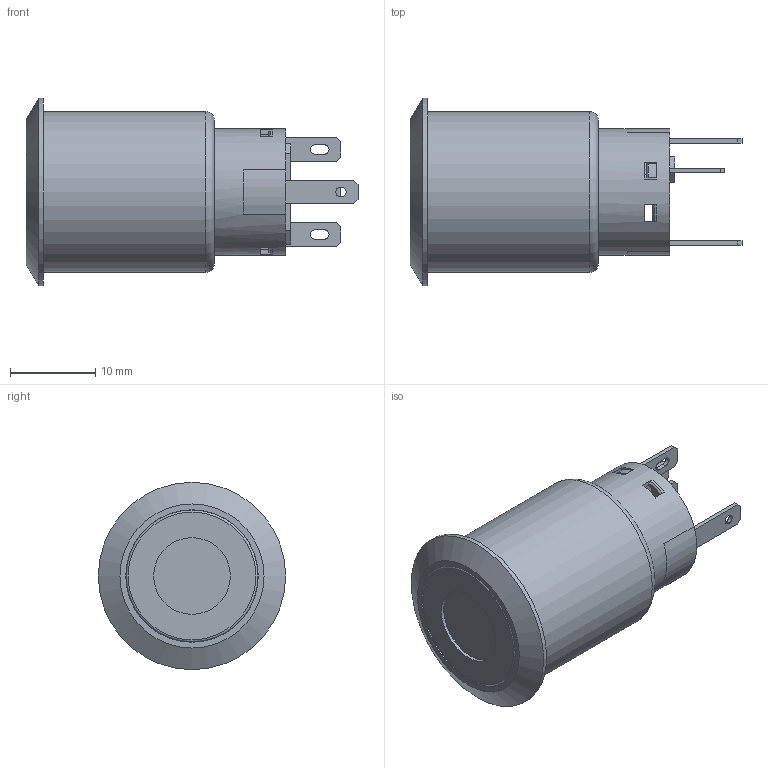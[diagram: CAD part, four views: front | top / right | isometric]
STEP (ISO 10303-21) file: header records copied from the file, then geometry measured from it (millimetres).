
FILE_DESCRIPTION((' '),'2;1');
FILE_NAME('PV4F230xx-2xx.stp','2017-07-27T09:52:15',(' '),(' '),' ','ACIS',' ');
FILE_SCHEMA(('CONFIG_CONTROL_DESIGN'));
Length unit declared in the file: inch
Products named in the file (11): PV4F230xx-2xx.stp; Body1; Body2; Body3; Body4; Body5; Body6; Body7; Body8; Body9; Body10
Assembly tree (10 placements, depth 2):
  PV4F230xx-2xx.stp
    Body1
    Body2
    Body3
    Body4
    Body5
    Body6
    Body7
    Body8
    Body9
    Body10
Bounding box: 39 x 22 x 22 mm (x, y, z)
Volume: 4958.7 mm3; surface area: 6012.6 mm2
Topology: 12 solids, 12 shells, 210 faces, 526 edges, 341 vertices
Faces by surface type: plane 156, cylinder 46, cone 6, torus 2
Full cylindrical faces by diameter (mm): 5.2 x1, 7 x1, 7.3 x1, 8.1 x1, 9 x2, 9.2 x1, 14.7 x1, 14.9 x1, 15.5 x1, 15.55 x1, 16 x1, 16.517 x1, 18.9 x1, 22 x1
Entity records: 7740 total; most frequent: DIRECTION 1098, CARTESIAN_POINT 1091, ORIENTED_EDGE 1010, EDGE_CURVE 505, AXIS2_PLACEMENT_3D 370, VECTOR 358, LINE 358, VERTEX_POINT 339
